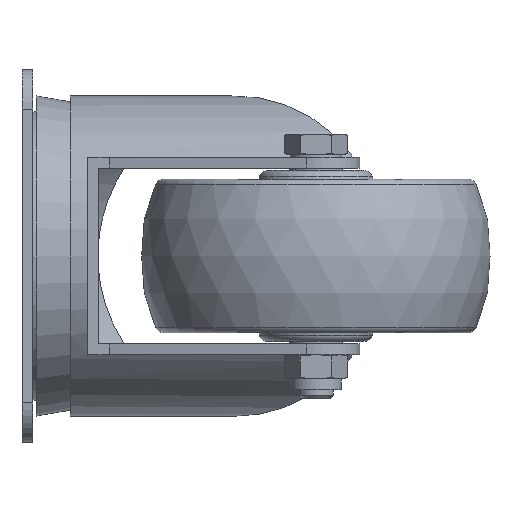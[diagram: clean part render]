
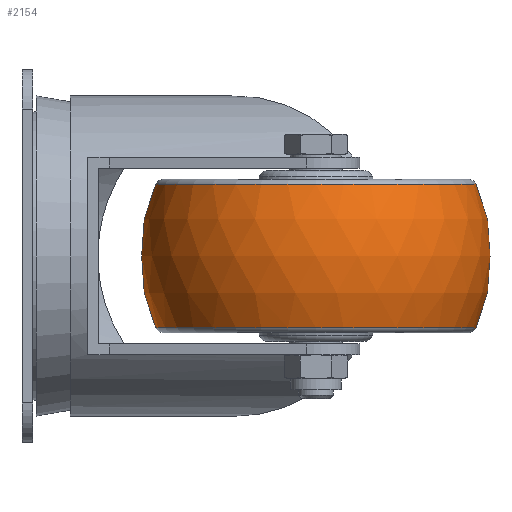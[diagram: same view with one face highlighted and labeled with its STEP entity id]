
A CAD part, left-side view. The second image highlights one B-rep face of the part: STEP entity #2154.
In plain terms, the highlighted spherical face has radius 40 mm.
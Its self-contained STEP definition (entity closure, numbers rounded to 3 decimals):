
#18=SPHERICAL_SURFACE('',#2461,40.);
#453=CIRCLE('',#2460,36.521);
#454=CIRCLE('',#2462,36.521);
#987=ORIENTED_EDGE('',*,*,#1270,.T.);
#988=ORIENTED_EDGE('',*,*,#1269,.F.);
#1269=EDGE_CURVE('',#1465,#1465,#453,.T.);
#1270=EDGE_CURVE('',#1466,#1466,#454,.T.);
#1465=VERTEX_POINT('',#3879);
#1466=VERTEX_POINT('',#3882);
#1735=EDGE_LOOP('',(#987));
#1736=EDGE_LOOP('',(#988));
#1963=FACE_BOUND('',#1735,.T.);
#1964=FACE_BOUND('',#1736,.T.);
#2154=ADVANCED_FACE('',(#1963,#1964),#18,.T.);
#2460=AXIS2_PLACEMENT_3D('',#3878,#3091,#3092);
#2461=AXIS2_PLACEMENT_3D('',#3880,#3093,#3094);
#2462=AXIS2_PLACEMENT_3D('',#3881,#3095,#3096);
#3091=DIRECTION('',(1.,0.,0.));
#3092=DIRECTION('',(0.,0.,-1.));
#3093=DIRECTION('',(1.,0.,0.));
#3094=DIRECTION('',(0.,1.,0.));
#3095=DIRECTION('',(1.,0.,0.));
#3096=DIRECTION('',(0.,0.,-1.));
#3878=CARTESIAN_POINT('',(35.816,0.,0.));
#3879=CARTESIAN_POINT('',(35.816,0.,-36.521));
#3880=CARTESIAN_POINT('',(19.5,0.,0.));
#3881=CARTESIAN_POINT('',(3.184,0.,0.));
#3882=CARTESIAN_POINT('',(3.184,0.,-36.521));
